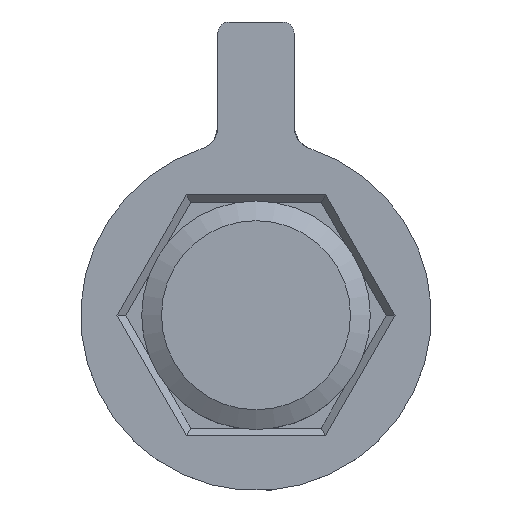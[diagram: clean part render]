
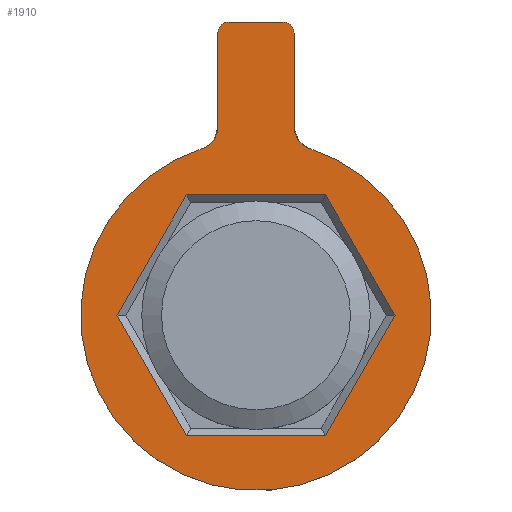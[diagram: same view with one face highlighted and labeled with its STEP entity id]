
A CAD part, top view. The second image highlights one B-rep face of the part: STEP entity #1910.
In plain terms, the highlighted planar face has unit normal (0, 0, 1).
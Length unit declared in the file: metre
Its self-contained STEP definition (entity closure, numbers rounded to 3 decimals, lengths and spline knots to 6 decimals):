
#94=CIRCLE('',#2138,0.0046);
#98=CIRCLE('',#2146,0.0003);
#99=CIRCLE('',#2147,0.0003);
#100=CIRCLE('',#2148,0.0006);
#101=CIRCLE('',#2149,0.0006);
#372=ORIENTED_EDGE('',*,*,#854,.T.);
#373=ORIENTED_EDGE('',*,*,#855,.T.);
#374=ORIENTED_EDGE('',*,*,#856,.T.);
#375=ORIENTED_EDGE('',*,*,#857,.T.);
#376=ORIENTED_EDGE('',*,*,#858,.T.);
#377=ORIENTED_EDGE('',*,*,#859,.T.);
#378=ORIENTED_EDGE('',*,*,#860,.F.);
#379=ORIENTED_EDGE('',*,*,#861,.T.);
#380=ORIENTED_EDGE('',*,*,#862,.T.);
#381=ORIENTED_EDGE('',*,*,#863,.T.);
#382=ORIENTED_EDGE('',*,*,#864,.T.);
#383=ORIENTED_EDGE('',*,*,#865,.T.);
#384=ORIENTED_EDGE('',*,*,#840,.T.);
#385=ORIENTED_EDGE('',*,*,#866,.T.);
#840=EDGE_CURVE('',#1094,#1095,#94,.T.);
#854=EDGE_CURVE('',#1104,#1105,#1261,.T.);
#855=EDGE_CURVE('',#1105,#1106,#1262,.T.);
#856=EDGE_CURVE('',#1106,#1107,#1263,.T.);
#857=EDGE_CURVE('',#1107,#1108,#1264,.T.);
#858=EDGE_CURVE('',#1108,#1109,#1265,.T.);
#859=EDGE_CURVE('',#1109,#1104,#1266,.T.);
#860=EDGE_CURVE('',#1110,#1111,#1267,.T.);
#861=EDGE_CURVE('',#1110,#1112,#98,.F.);
#862=EDGE_CURVE('',#1112,#1113,#1268,.T.);
#863=EDGE_CURVE('',#1113,#1114,#99,.F.);
#864=EDGE_CURVE('',#1114,#1115,#1269,.T.);
#865=EDGE_CURVE('',#1115,#1094,#100,.T.);
#866=EDGE_CURVE('',#1095,#1111,#101,.T.);
#1094=VERTEX_POINT('',#3079);
#1095=VERTEX_POINT('',#3080);
#1104=VERTEX_POINT('',#3131);
#1105=VERTEX_POINT('',#3132);
#1106=VERTEX_POINT('',#3134);
#1107=VERTEX_POINT('',#3136);
#1108=VERTEX_POINT('',#3138);
#1109=VERTEX_POINT('',#3140);
#1110=VERTEX_POINT('',#3143);
#1111=VERTEX_POINT('',#3144);
#1112=VERTEX_POINT('',#3146);
#1113=VERTEX_POINT('',#3148);
#1114=VERTEX_POINT('',#3150);
#1115=VERTEX_POINT('',#3152);
#1261=LINE('',#3130,#1446);
#1262=LINE('',#3133,#1447);
#1263=LINE('',#3135,#1448);
#1264=LINE('',#3137,#1449);
#1265=LINE('',#3139,#1450);
#1266=LINE('',#3141,#1451);
#1267=LINE('',#3142,#1452);
#1268=LINE('',#3147,#1453);
#1269=LINE('',#3151,#1454);
#1446=VECTOR('',#2501,1.);
#1447=VECTOR('',#2502,1.);
#1448=VECTOR('',#2503,1.);
#1449=VECTOR('',#2504,1.);
#1450=VECTOR('',#2505,1.);
#1451=VECTOR('',#2506,1.);
#1452=VECTOR('',#2507,1.);
#1453=VECTOR('',#2510,1.);
#1454=VECTOR('',#2513,1.);
#1595=EDGE_LOOP('',(#372,#373,#374,#375,#376,#377));
#1596=EDGE_LOOP('',(#378,#379,#380,#381,#382,#383,#384,#385));
#1719=FACE_BOUND('',#1595,.T.);
#1720=FACE_BOUND('',#1596,.T.);
#1824=PLANE('',#2145);
#1910=ADVANCED_FACE('',(#1719,#1720),#1824,.F.);
#2138=AXIS2_PLACEMENT_3D('',#3078,#2483,#2484);
#2145=AXIS2_PLACEMENT_3D('',#3129,#2499,#2500);
#2146=AXIS2_PLACEMENT_3D('',#3145,#2508,#2509);
#2147=AXIS2_PLACEMENT_3D('',#3149,#2511,#2512);
#2148=AXIS2_PLACEMENT_3D('',#3153,#2514,#2515);
#2149=AXIS2_PLACEMENT_3D('',#3154,#2516,#2517);
#2483=DIRECTION('',(0.,0.,1.));
#2484=DIRECTION('',(-1.,0.,0.));
#2499=DIRECTION('',(0.,0.,-1.));
#2500=DIRECTION('',(1.,0.,0.));
#2501=DIRECTION('',(-0.5,0.866,0.));
#2502=DIRECTION('',(0.5,0.866,0.));
#2503=DIRECTION('',(1.,0.,0.));
#2504=DIRECTION('',(0.5,-0.866,0.));
#2505=DIRECTION('',(-0.5,-0.866,0.));
#2506=DIRECTION('',(-1.,0.,0.));
#2507=DIRECTION('',(0.,-1.,0.));
#2508=DIRECTION('',(0.,0.,-1.));
#2509=DIRECTION('',(1.,0.,0.));
#2510=DIRECTION('',(-1.,0.,0.));
#2511=DIRECTION('',(0.,0.,-1.));
#2512=DIRECTION('',(1.,0.,0.));
#2513=DIRECTION('',(0.,-1.,0.));
#2514=DIRECTION('',(0.,0.,-1.));
#2515=DIRECTION('',(1.,0.,0.));
#2516=DIRECTION('',(0.,0.,-1.));
#2517=DIRECTION('',(1.,0.,0.));
#3078=CARTESIAN_POINT('',(0.,0.,0.0022));
#3079=CARTESIAN_POINT('',(-0.001415,0.004377,0.0022));
#3080=CARTESIAN_POINT('',(0.001415,0.004377,0.0022));
#3129=CARTESIAN_POINT('',(0.,0.,0.0022));
#3130=CARTESIAN_POINT('',(-0.002737,-0.00158,0.0022));
#3131=CARTESIAN_POINT('',(-0.001824,-0.00316,0.0022));
#3132=CARTESIAN_POINT('',(-0.003649,0.,0.0022));
#3133=CARTESIAN_POINT('',(-0.002737,0.00158,0.0022));
#3134=CARTESIAN_POINT('',(-0.001824,0.00316,0.0022));
#3135=CARTESIAN_POINT('',(0.,0.00316,0.0022));
#3136=CARTESIAN_POINT('',(0.001824,0.00316,0.0022));
#3137=CARTESIAN_POINT('',(0.002737,0.00158,0.0022));
#3138=CARTESIAN_POINT('',(0.003649,0.,0.0022));
#3139=CARTESIAN_POINT('',(0.002737,-0.00158,0.0022));
#3140=CARTESIAN_POINT('',(0.001824,-0.00316,0.0022));
#3141=CARTESIAN_POINT('',(0.,-0.00316,0.0022));
#3142=CARTESIAN_POINT('',(0.001,0.005698,0.0022));
#3143=CARTESIAN_POINT('',(0.001,0.007398,0.0022));
#3144=CARTESIAN_POINT('',(0.001,0.004948,0.0022));
#3145=CARTESIAN_POINT('',(0.0007,0.007398,0.0022));
#3146=CARTESIAN_POINT('',(0.0007,0.007698,0.0022));
#3147=CARTESIAN_POINT('',(0.,0.007698,0.0022));
#3148=CARTESIAN_POINT('',(-0.0007,0.007698,0.0022));
#3149=CARTESIAN_POINT('',(-0.0007,0.007398,0.0022));
#3150=CARTESIAN_POINT('',(-0.001,0.007398,0.0022));
#3151=CARTESIAN_POINT('',(-0.001,0.005698,0.0022));
#3152=CARTESIAN_POINT('',(-0.001,0.004948,0.0022));
#3153=CARTESIAN_POINT('',(-0.0016,0.004948,0.0022));
#3154=CARTESIAN_POINT('',(0.0016,0.004948,0.0022));
